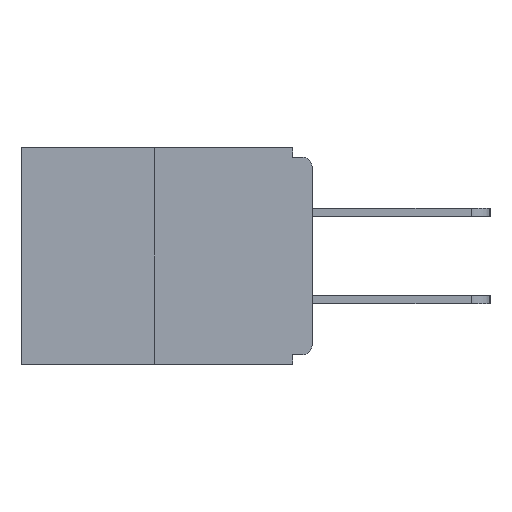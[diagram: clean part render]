
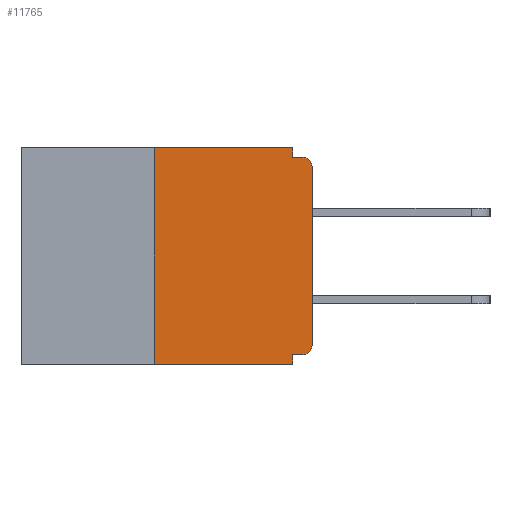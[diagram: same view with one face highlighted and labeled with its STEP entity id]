
A CAD part, left-side view. The second image highlights one B-rep face of the part: STEP entity #11765.
In plain terms, the highlighted planar face has unit normal (-1, 0, 0).
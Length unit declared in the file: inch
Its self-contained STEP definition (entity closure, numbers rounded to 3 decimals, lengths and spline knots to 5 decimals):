
#216 = ORIENTED_EDGE ( 'NONE', *, *, #8122, .T. ) ;
#341 = ORIENTED_EDGE ( 'NONE', *, *, #10605, .T. ) ;
#460 = CARTESIAN_POINT ( 'NONE',  ( 0., 0.031, -0.343 ) ) ;
#557 = VECTOR ( 'NONE', #7155, 39.37008 ) ;
#805 = VERTEX_POINT ( 'NONE', #6114 ) ;
#945 = ORIENTED_EDGE ( 'NONE', *, *, #9898, .F. ) ;
#1007 = AXIS2_PLACEMENT_3D ( 'NONE', #4854, #3109, #4925 ) ;
#1076 = VERTEX_POINT ( 'NONE', #1480 ) ;
#1222 = CIRCLE ( 'NONE', #12557, 0.015 ) ;
#1429 = LINE ( 'NONE', #3312, #5479 ) ;
#1480 = CARTESIAN_POINT ( 'NONE',  ( 0., 0.031, -0.328 ) ) ;
#1554 = ORIENTED_EDGE ( 'NONE', *, *, #10053, .F. ) ;
#1691 = EDGE_CURVE ( 'NONE', #5148, #10809, #5262, .T. ) ;
#1695 = VECTOR ( 'NONE', #11100, 39.37008 ) ;
#1781 = ORIENTED_EDGE ( 'NONE', *, *, #1691, .F. ) ;
#1972 = CARTESIAN_POINT ( 'NONE',  ( 0., 0.031, -0.343 ) ) ;
#2058 = CARTESIAN_POINT ( 'NONE',  ( 0., 0.25, 0. ) ) ;
#2543 = EDGE_LOOP ( 'NONE', ( #1781, #945, #341, #4833, #8779, #6343, #216, #12095, #4361, #1554 ) ) ;
#3109 = DIRECTION ( 'NONE',  ( 1., 0., 0. ) ) ;
#3211 = DIRECTION ( 'NONE',  ( -1., 0., 0. ) ) ;
#3312 = CARTESIAN_POINT ( 'NONE',  ( 0., 0., -0.015 ) ) ;
#3367 = CARTESIAN_POINT ( 'NONE',  ( 0., 0.46, -0.343 ) ) ;
#3485 = EDGE_CURVE ( 'NONE', #9651, #6608, #4363, .T. ) ;
#3486 = CARTESIAN_POINT ( 'NONE',  ( 0., 0.015, -0.328 ) ) ;
#3579 = VECTOR ( 'NONE', #4984, 39.37008 ) ;
#3608 = VERTEX_POINT ( 'NONE', #4545 ) ;
#3782 = DIRECTION ( 'NONE',  ( -1., 0., 0. ) ) ;
#3935 = LINE ( 'NONE', #9140, #1695 ) ;
#4078 = LINE ( 'NONE', #2058, #6599 ) ;
#4201 = CARTESIAN_POINT ( 'NONE',  ( 0., 0.46, 0. ) ) ;
#4361 = ORIENTED_EDGE ( 'NONE', *, *, #7703, .F. ) ;
#4363 = CIRCLE ( 'NONE', #11847, 0.015 ) ;
#4424 = CARTESIAN_POINT ( 'NONE',  ( 0., 0., -0.03 ) ) ;
#4545 = CARTESIAN_POINT ( 'NONE',  ( 0., 0.25, -0.343 ) ) ;
#4833 = ORIENTED_EDGE ( 'NONE', *, *, #8417, .F. ) ;
#4854 = CARTESIAN_POINT ( 'NONE',  ( 0., 0.46, 0. ) ) ;
#4868 = CARTESIAN_POINT ( 'NONE',  ( 0., 0.031, 0. ) ) ;
#4925 = DIRECTION ( 'NONE',  ( 0., 0., -1. ) ) ;
#4984 = DIRECTION ( 'NONE',  ( 0., 0., -1. ) ) ;
#5010 = CARTESIAN_POINT ( 'NONE',  ( 0., 0.015, -0.313 ) ) ;
#5148 = VERTEX_POINT ( 'NONE', #9661 ) ;
#5262 = LINE ( 'NONE', #4201, #557 ) ;
#5479 = VECTOR ( 'NONE', #8350, 39.37008 ) ;
#6005 = DIRECTION ( 'NONE',  ( 0., 0., -1. ) ) ;
#6114 = CARTESIAN_POINT ( 'NONE',  ( 0., 0.015, -0.015 ) ) ;
#6147 = DIRECTION ( 'NONE',  ( 0., 0., 1. ) ) ;
#6343 = ORIENTED_EDGE ( 'NONE', *, *, #3485, .T. ) ;
#6599 = VECTOR ( 'NONE', #6147, 39.37008 ) ;
#6608 = VERTEX_POINT ( 'NONE', #11870 ) ;
#7074 = LINE ( 'NONE', #1972, #3579 ) ;
#7155 = DIRECTION ( 'NONE',  ( 0., -1., 0. ) ) ;
#7567 = EDGE_CURVE ( 'NONE', #9651, #1076, #3935, .T. ) ;
#7703 = EDGE_CURVE ( 'NONE', #8537, #805, #1429, .T. ) ;
#8037 = LINE ( 'NONE', #12117, #12762 ) ;
#8122 = EDGE_CURVE ( 'NONE', #6608, #12115, #8037, .T. ) ;
#8143 = FACE_OUTER_BOUND ( 'NONE', #2543, .T. ) ;
#8350 = DIRECTION ( 'NONE',  ( 0., -1., 0. ) ) ;
#8417 = EDGE_CURVE ( 'NONE', #1076, #12309, #7074, .T. ) ;
#8537 = VERTEX_POINT ( 'NONE', #12082 ) ;
#8751 = EDGE_CURVE ( 'NONE', #12115, #805, #1222, .T. ) ;
#8779 = ORIENTED_EDGE ( 'NONE', *, *, #7567, .F. ) ;
#8798 = CARTESIAN_POINT ( 'NONE',  ( 0., 0.015, -0.03 ) ) ;
#9140 = CARTESIAN_POINT ( 'NONE',  ( 0., 0., -0.328 ) ) ;
#9323 = DIRECTION ( 'NONE',  ( 0., -1., 0. ) ) ;
#9651 = VERTEX_POINT ( 'NONE', #3486 ) ;
#9661 = CARTESIAN_POINT ( 'NONE',  ( 0., 0.25, 0. ) ) ;
#9820 = VECTOR ( 'NONE', #9323, 39.37008 ) ;
#9898 = EDGE_CURVE ( 'NONE', #3608, #5148, #4078, .T. ) ;
#10053 = EDGE_CURVE ( 'NONE', #10809, #8537, #13109, .T. ) ;
#10144 = PLANE ( 'NONE',  #1007 ) ;
#10276 = LINE ( 'NONE', #3367, #9820 ) ;
#10458 = VECTOR ( 'NONE', #6005, 39.37008 ) ;
#10550 = DIRECTION ( 'NONE',  ( 0., 0., 1. ) ) ;
#10605 = EDGE_CURVE ( 'NONE', #3608, #12309, #10276, .T. ) ;
#10809 = VERTEX_POINT ( 'NONE', #13002 ) ;
#11100 = DIRECTION ( 'NONE',  ( 0., 1., 0. ) ) ;
#11765 = ADVANCED_FACE ( 'NONE', ( #8143 ), #10144, .F. ) ;
#11847 = AXIS2_PLACEMENT_3D ( 'NONE', #5010, #3211, #12252 ) ;
#11870 = CARTESIAN_POINT ( 'NONE',  ( 0., 0., -0.313 ) ) ;
#12082 = CARTESIAN_POINT ( 'NONE',  ( 0., 0.031, -0.015 ) ) ;
#12095 = ORIENTED_EDGE ( 'NONE', *, *, #8751, .T. ) ;
#12115 = VERTEX_POINT ( 'NONE', #4424 ) ;
#12117 = CARTESIAN_POINT ( 'NONE',  ( 0., 0., 0. ) ) ;
#12252 = DIRECTION ( 'NONE',  ( 0., 0., -1. ) ) ;
#12309 = VERTEX_POINT ( 'NONE', #460 ) ;
#12557 = AXIS2_PLACEMENT_3D ( 'NONE', #8798, #3782, #12887 ) ;
#12762 = VECTOR ( 'NONE', #10550, 39.37008 ) ;
#12887 = DIRECTION ( 'NONE',  ( 0., 0., -1. ) ) ;
#13002 = CARTESIAN_POINT ( 'NONE',  ( 0., 0.031, 0. ) ) ;
#13109 = LINE ( 'NONE', #4868, #10458 ) ;
